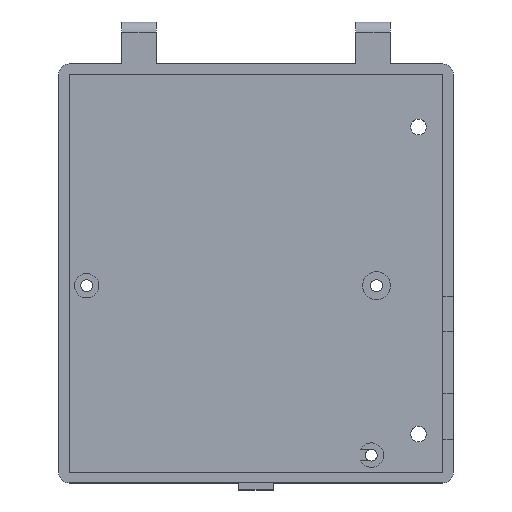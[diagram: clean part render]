
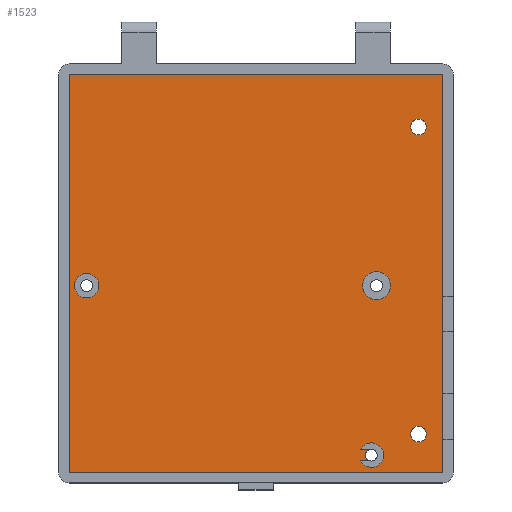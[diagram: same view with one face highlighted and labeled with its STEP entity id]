
A CAD part, top view. The second image highlights one B-rep face of the part: STEP entity #1523.
In plain terms, the highlighted planar face has unit normal (0, 0, 1).
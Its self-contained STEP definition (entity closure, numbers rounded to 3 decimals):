
#28=FACE_BOUND('',#270,.T.);
#29=FACE_BOUND('',#271,.T.);
#30=FACE_BOUND('',#272,.T.);
#31=FACE_BOUND('',#273,.T.);
#32=FACE_BOUND('',#274,.T.);
#71=CIRCLE('',#1607,2.25);
#73=CIRCLE('',#1610,2.25);
#80=CIRCLE('',#1650,1.7);
#81=CIRCLE('',#1653,3.5);
#85=CIRCLE('',#1661,4.);
#86=CIRCLE('',#1664,3.5);
#181=FACE_OUTER_BOUND('',#269,.T.);
#269=EDGE_LOOP('',(#1342,#1343,#1344,#1345));
#270=EDGE_LOOP('',(#1346));
#271=EDGE_LOOP('',(#1347));
#272=EDGE_LOOP('',(#1348,#1349,#1350,#1351));
#273=EDGE_LOOP('',(#1352));
#274=EDGE_LOOP('',(#1353));
#426=LINE('',#2462,#589);
#429=LINE('',#2467,#592);
#431=LINE('',#2471,#594);
#434=LINE('',#2475,#597);
#438=LINE('',#2491,#601);
#442=LINE('',#2502,#605);
#589=VECTOR('',#2016,10.);
#592=VECTOR('',#2021,10.);
#594=VECTOR('',#2025,10.);
#597=VECTOR('',#2030,10.);
#601=VECTOR('',#2046,10.);
#605=VECTOR('',#2058,10.);
#685=VERTEX_POINT('',#2307);
#687=VERTEX_POINT('',#2313);
#734=VERTEX_POINT('',#2460);
#735=VERTEX_POINT('',#2461);
#736=VERTEX_POINT('',#2466);
#737=VERTEX_POINT('',#2470);
#738=VERTEX_POINT('',#2478);
#742=VERTEX_POINT('',#2486);
#743=VERTEX_POINT('',#2490);
#745=VERTEX_POINT('',#2496);
#749=VERTEX_POINT('',#2512);
#750=VERTEX_POINT('',#2517);
#858=EDGE_CURVE('',#685,#685,#71,.T.);
#861=EDGE_CURVE('',#687,#687,#73,.T.);
#933=EDGE_CURVE('',#734,#735,#426,.T.);
#936=EDGE_CURVE('',#735,#736,#429,.T.);
#938=EDGE_CURVE('',#736,#737,#431,.T.);
#941=EDGE_CURVE('',#737,#734,#434,.T.);
#947=EDGE_CURVE('',#738,#742,#80,.T.);
#948=EDGE_CURVE('',#742,#743,#438,.T.);
#951=EDGE_CURVE('',#743,#745,#81,.T.);
#954=EDGE_CURVE('',#745,#738,#442,.T.);
#960=EDGE_CURVE('',#749,#749,#85,.T.);
#961=EDGE_CURVE('',#750,#750,#86,.T.);
#1342=ORIENTED_EDGE('',*,*,#933,.T.);
#1343=ORIENTED_EDGE('',*,*,#936,.T.);
#1344=ORIENTED_EDGE('',*,*,#938,.T.);
#1345=ORIENTED_EDGE('',*,*,#941,.T.);
#1346=ORIENTED_EDGE('',*,*,#858,.T.);
#1347=ORIENTED_EDGE('',*,*,#861,.T.);
#1348=ORIENTED_EDGE('',*,*,#947,.T.);
#1349=ORIENTED_EDGE('',*,*,#948,.T.);
#1350=ORIENTED_EDGE('',*,*,#951,.T.);
#1351=ORIENTED_EDGE('',*,*,#954,.T.);
#1352=ORIENTED_EDGE('',*,*,#961,.T.);
#1353=ORIENTED_EDGE('',*,*,#960,.T.);
#1446=PLANE('',#1663);
#1523=ADVANCED_FACE('',(#181,#28,#29,#30,#31,#32),#1446,.T.);
#1607=AXIS2_PLACEMENT_3D('',#2308,#1876,#1877);
#1610=AXIS2_PLACEMENT_3D('',#2314,#1883,#1884);
#1650=AXIS2_PLACEMENT_3D('',#2488,#2042,#2043);
#1653=AXIS2_PLACEMENT_3D('',#2497,#2051,#2052);
#1661=AXIS2_PLACEMENT_3D('',#2514,#2072,#2073);
#1663=AXIS2_PLACEMENT_3D('',#2516,#2076,#2077);
#1664=AXIS2_PLACEMENT_3D('',#2518,#2078,#2079);
#1876=DIRECTION('center_axis',(0.,0.,-1.));
#1877=DIRECTION('ref_axis',(-1.,0.,0.));
#1883=DIRECTION('center_axis',(0.,0.,-1.));
#1884=DIRECTION('ref_axis',(-1.,0.,0.));
#2016=DIRECTION('',(-1.,0.,0.));
#2021=DIRECTION('',(0.,-1.,0.));
#2025=DIRECTION('',(1.,0.,0.));
#2030=DIRECTION('',(0.,1.,0.));
#2042=DIRECTION('center_axis',(0.,0.,-1.));
#2043=DIRECTION('ref_axis',(-1.,0.,0.));
#2046=DIRECTION('',(-1.,0.,0.));
#2051=DIRECTION('center_axis',(0.,0.,-1.));
#2052=DIRECTION('ref_axis',(-1.,0.,0.));
#2058=DIRECTION('',(1.,0.,0.));
#2072=DIRECTION('center_axis',(0.,0.,-1.));
#2073=DIRECTION('ref_axis',(-1.,0.,0.));
#2076=DIRECTION('center_axis',(0.,0.,1.));
#2077=DIRECTION('ref_axis',(1.,0.,0.));
#2078=DIRECTION('center_axis',(0.,0.,-1.));
#2079=DIRECTION('ref_axis',(-1.,0.,0.));
#2307=CARTESIAN_POINT('',(105.25,14.038,6.));
#2308=CARTESIAN_POINT('Origin',(103.,14.038,6.));
#2313=CARTESIAN_POINT('',(105.25,101.96,6.));
#2314=CARTESIAN_POINT('Origin',(103.,101.96,6.));
#2460=CARTESIAN_POINT('',(110.,117.,6.));
#2461=CARTESIAN_POINT('',(3.,117.,6.));
#2462=CARTESIAN_POINT('',(29.75,117.,6.));
#2466=CARTESIAN_POINT('',(3.,3.,6.));
#2467=CARTESIAN_POINT('',(3.,31.5,6.));
#2470=CARTESIAN_POINT('',(110.,3.,6.));
#2471=CARTESIAN_POINT('',(83.25,3.,6.));
#2475=CARTESIAN_POINT('',(110.,88.5,6.));
#2478=CARTESIAN_POINT('',(88.7,6.5,6.));
#2486=CARTESIAN_POINT('',(88.7,9.5,6.));
#2488=CARTESIAN_POINT('Origin',(89.5,8.,6.));
#2490=CARTESIAN_POINT('',(86.338,9.5,6.));
#2491=CARTESIAN_POINT('',(71.419,9.5,6.));
#2496=CARTESIAN_POINT('',(86.338,6.5,6.));
#2497=CARTESIAN_POINT('Origin',(89.5,8.,6.));
#2502=CARTESIAN_POINT('',(72.6,6.5,6.));
#2512=CARTESIAN_POINT('',(95.,56.5,6.));
#2514=CARTESIAN_POINT('Origin',(91.,56.5,6.));
#2516=CARTESIAN_POINT('Origin',(56.5,60.,6.));
#2517=CARTESIAN_POINT('',(11.5,56.5,6.));
#2518=CARTESIAN_POINT('Origin',(8.,56.5,6.));
